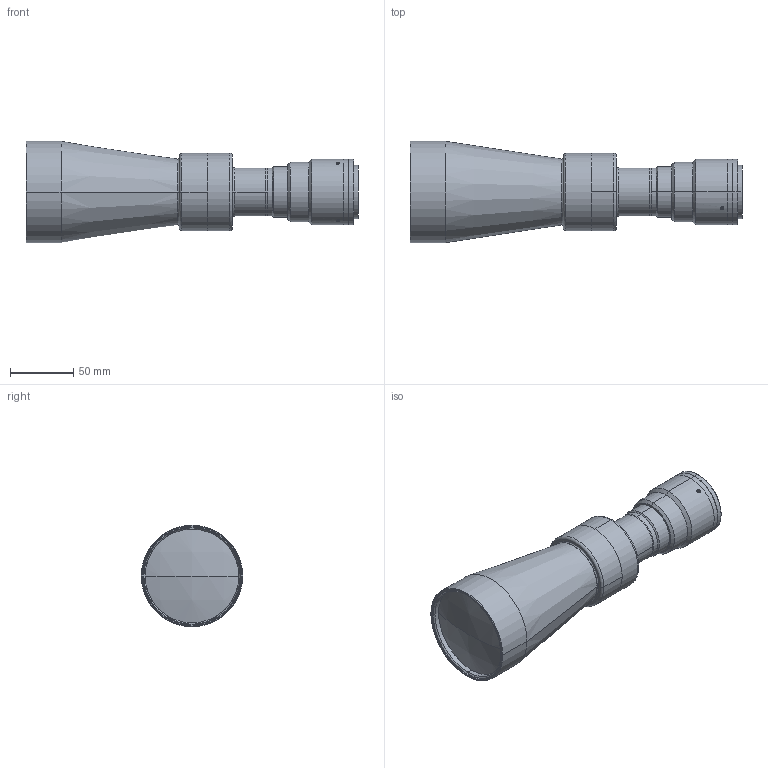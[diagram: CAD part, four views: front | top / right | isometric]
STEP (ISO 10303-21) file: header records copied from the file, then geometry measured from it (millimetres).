
FILE_DESCRIPTION (( 'STEP AP203' ), '1' );
FILE_NAME ('DP71398_TC2MHR056-E.step', '2021-10-01T15:02:36', ( '' ), ( '' ), 'SwSTEP 2.0', 'SolidWorks 2021', '' );
FILE_SCHEMA (( 'CONFIG_CONTROL_DESIGN' ));
Length unit declared in the file: millimetre
Products named in the file (1): DP71398_TC2MHR056-E
Bounding box: 261.96 x 80 x 80 mm (x, y, z)
Surface area: 76074 mm2 (no closed solid volume)
Topology: 0 solids, 16 shells, 116 faces, 308 edges, 213 vertices
Faces by surface type: plane 44, cylinder 38, cone 20, torus 12, sphere 2
Entity records: 3938 total; most frequent: CARTESIAN_POINT 878, DIRECTION 690, ORIENTED_EDGE 512, EDGE_CURVE 308, AXIS2_PLACEMENT_3D 281, VERTEX_POINT 213, CIRCLE 164, EDGE_LOOP 146
